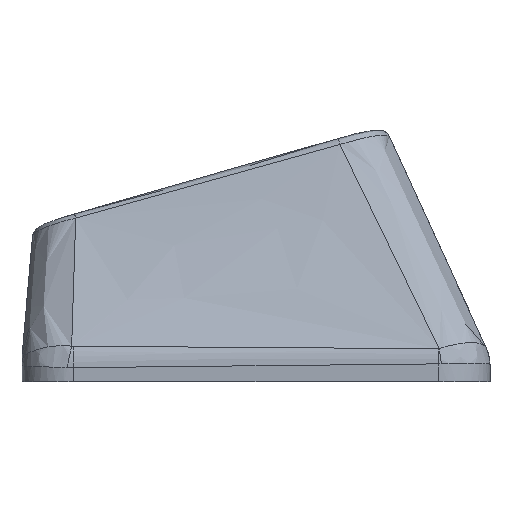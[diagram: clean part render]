
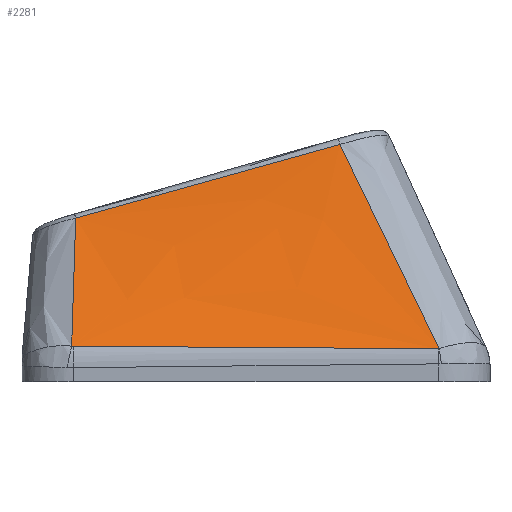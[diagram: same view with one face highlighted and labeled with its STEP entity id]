
A CAD part, left-side view. The second image highlights one B-rep face of the part: STEP entity #2281.
In plain terms, the highlighted free-form (B-spline) face has degree [3, 3] with [4, 4] control points.
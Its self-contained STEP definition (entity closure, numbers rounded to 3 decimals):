
#33=B_SPLINE_SURFACE_WITH_KNOTS('',3,3,((#5067,#5068,#5069,#5070),(#5071,
#5072,#5073,#5074),(#5075,#5076,#5077,#5078),(#5079,#5080,#5081,#5082)),
 .UNSPECIFIED.,.F.,.F.,.F.,(4,4),(4,4),(0.102,0.894),
(0.03,0.967),.UNSPECIFIED.);
#235=FACE_OUTER_BOUND('',#351,.T.);
#351=EDGE_LOOP('',(#1884,#1885,#1886,#1887,#1888,#1889));
#762=B_SPLINE_CURVE_WITH_KNOTS('',3,(#4575,#4576,#4577,#4578),
 .UNSPECIFIED.,.F.,.F.,(4,4),(0.,0.003),
 .UNSPECIFIED.);
#764=B_SPLINE_CURVE_WITH_KNOTS('',3,(#4602,#4603,#4604,#4605),
 .UNSPECIFIED.,.F.,.F.,(4,4),(0.,1.416),.UNSPECIFIED.);
#766=B_SPLINE_CURVE_WITH_KNOTS('',3,(#4629,#4630,#4631,#4632),
 .UNSPECIFIED.,.F.,.F.,(4,4),(0.,0.006),
 .UNSPECIFIED.);
#788=B_SPLINE_CURVE_WITH_KNOTS('',3,(#5057,#5058,#5059,#5060),
 .UNSPECIFIED.,.F.,.F.,(4,4),(-0.622,-0.024),
 .UNSPECIFIED.);
#790=B_SPLINE_CURVE_WITH_KNOTS('',3,(#5084,#5085,#5086,#5087),
 .UNSPECIFIED.,.F.,.F.,(4,4),(0.03,0.973),
 .UNSPECIFIED.);
#791=B_SPLINE_CURVE_WITH_KNOTS('',3,(#5088,#5089,#5090,#5091),
 .UNSPECIFIED.,.F.,.F.,(4,4),(-1.064,0.),.UNSPECIFIED.);
#1030=VERTEX_POINT('',#4534);
#1034=VERTEX_POINT('',#4568);
#1036=VERTEX_POINT('',#4595);
#1038=VERTEX_POINT('',#4622);
#1065=VERTEX_POINT('',#5056);
#1066=VERTEX_POINT('',#5083);
#1342=EDGE_CURVE('',#1030,#1034,#762,.T.);
#1345=EDGE_CURVE('',#1034,#1036,#764,.T.);
#1348=EDGE_CURVE('',#1036,#1038,#766,.T.);
#1389=EDGE_CURVE('',#1038,#1065,#788,.T.);
#1391=EDGE_CURVE('',#1066,#1030,#790,.T.);
#1392=EDGE_CURVE('',#1065,#1066,#791,.T.);
#1884=ORIENTED_EDGE('',*,*,#1348,.F.);
#1885=ORIENTED_EDGE('',*,*,#1345,.F.);
#1886=ORIENTED_EDGE('',*,*,#1342,.F.);
#1887=ORIENTED_EDGE('',*,*,#1391,.F.);
#1888=ORIENTED_EDGE('',*,*,#1392,.F.);
#1889=ORIENTED_EDGE('',*,*,#1389,.F.);
#2281=ADVANCED_FACE('',(#235),#33,.T.);
#4534=CARTESIAN_POINT('',(-20.866,-7.105,0.283));
#4568=CARTESIAN_POINT('',(-20.867,-7.076,0.281));
#4575=CARTESIAN_POINT('Ctrl Pts',(-20.866,-7.105,0.283));
#4576=CARTESIAN_POINT('Ctrl Pts',(-20.866,-7.095,0.282));
#4577=CARTESIAN_POINT('Ctrl Pts',(-20.867,-7.086,0.281));
#4578=CARTESIAN_POINT('Ctrl Pts',(-20.867,-7.076,0.281));
#4595=CARTESIAN_POINT('',(-20.735,7.093,0.378));
#4602=CARTESIAN_POINT('Ctrl Pts',(-20.867,-7.076,0.281));
#4603=CARTESIAN_POINT('Ctrl Pts',(-20.841,-2.355,0.307));
#4604=CARTESIAN_POINT('Ctrl Pts',(-20.808,2.368,0.339));
#4605=CARTESIAN_POINT('Ctrl Pts',(-20.735,7.093,0.378));
#4622=CARTESIAN_POINT('',(-20.731,7.153,0.384));
#4629=CARTESIAN_POINT('Ctrl Pts',(-20.735,7.093,0.378));
#4630=CARTESIAN_POINT('Ctrl Pts',(-20.735,7.113,0.378));
#4631=CARTESIAN_POINT('Ctrl Pts',(-20.733,7.133,0.38));
#4632=CARTESIAN_POINT('Ctrl Pts',(-20.731,7.153,0.384));
#5056=CARTESIAN_POINT('',(-17.452,6.997,5.348));
#5057=CARTESIAN_POINT('Ctrl Pts',(-20.731,7.153,0.384));
#5058=CARTESIAN_POINT('Ctrl Pts',(-19.63,7.083,2.034));
#5059=CARTESIAN_POINT('Ctrl Pts',(-18.538,7.027,3.689));
#5060=CARTESIAN_POINT('Ctrl Pts',(-17.452,6.997,5.348));
#5067=CARTESIAN_POINT('Ctrl Pts',(-17.431,-3.686,8.321));
#5068=CARTESIAN_POINT('Ctrl Pts',(-18.576,-4.826,5.641));
#5069=CARTESIAN_POINT('Ctrl Pts',(-19.721,-5.966,2.961));
#5070=CARTESIAN_POINT('Ctrl Pts',(-20.867,-7.105,0.281));
#5071=CARTESIAN_POINT('Ctrl Pts',(-17.431,-0.061,
7.324));
#5072=CARTESIAN_POINT('Ctrl Pts',(-18.576,-0.825,
4.965));
#5073=CARTESIAN_POINT('Ctrl Pts',(-19.721,-1.589,2.606));
#5074=CARTESIAN_POINT('Ctrl Pts',(-20.867,-2.353,0.247));
#5075=CARTESIAN_POINT('Ctrl Pts',(-17.431,3.564,6.326));
#5076=CARTESIAN_POINT('Ctrl Pts',(-18.576,3.176,4.288));
#5077=CARTESIAN_POINT('Ctrl Pts',(-19.721,2.788,2.251));
#5078=CARTESIAN_POINT('Ctrl Pts',(-20.867,2.4,0.214));
#5079=CARTESIAN_POINT('Ctrl Pts',(-17.431,7.189,5.328));
#5080=CARTESIAN_POINT('Ctrl Pts',(-18.576,7.177,3.612));
#5081=CARTESIAN_POINT('Ctrl Pts',(-19.721,7.164,1.896));
#5082=CARTESIAN_POINT('Ctrl Pts',(-20.867,7.152,0.18));
#5083=CARTESIAN_POINT('',(-17.431,-3.254,8.202));
#5084=CARTESIAN_POINT('Ctrl Pts',(-17.431,-3.254,8.202));
#5085=CARTESIAN_POINT('Ctrl Pts',(-18.593,-4.55,5.573));
#5086=CARTESIAN_POINT('Ctrl Pts',(-19.734,-5.831,2.931));
#5087=CARTESIAN_POINT('Ctrl Pts',(-20.866,-7.105,0.283));
#5088=CARTESIAN_POINT('Ctrl Pts',(-17.452,6.997,5.348));
#5089=CARTESIAN_POINT('Ctrl Pts',(-17.448,3.577,6.289));
#5090=CARTESIAN_POINT('Ctrl Pts',(-17.438,0.161,7.243));
#5091=CARTESIAN_POINT('Ctrl Pts',(-17.431,-3.254,8.202));
